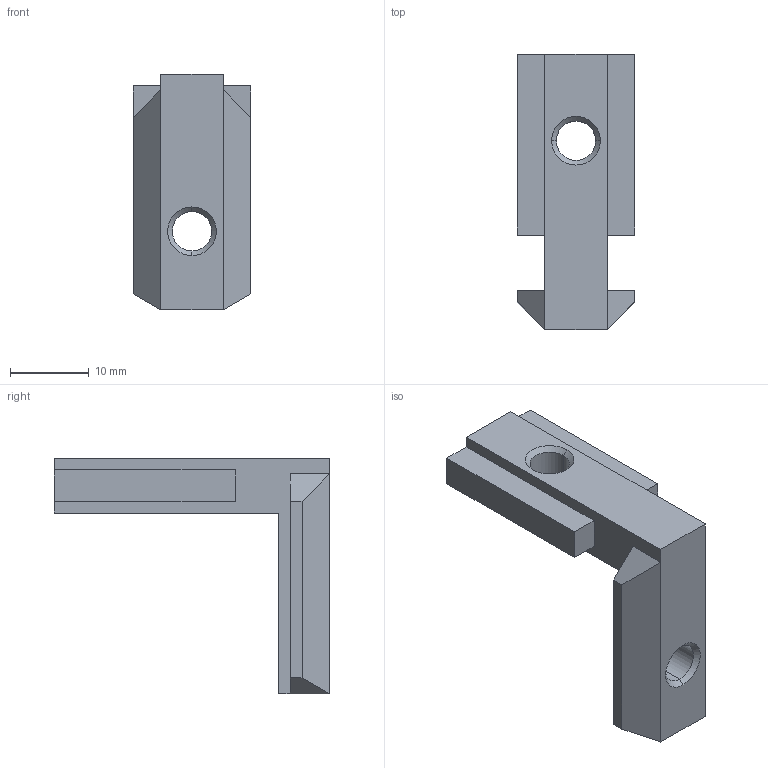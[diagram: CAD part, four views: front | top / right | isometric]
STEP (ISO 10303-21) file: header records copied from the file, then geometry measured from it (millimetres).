
FILE_DESCRIPTION (( 'STEP AP203' ), '1' );
FILE_NAME ('ALF-IC3030-S.step', '2024-08-13T15:18:50', ( '' ), ( '' ), 'SwSTEP 2.0', 'SolidWorks 2022', '' );
FILE_SCHEMA (( 'CONFIG_CONTROL_DESIGN' ));
Length unit declared in the file: millimetre
Products named in the file (1): ALF-IC3030-S
Bounding box: 15 x 35 x 30 mm (x, y, z)
Volume: 4108.2 mm3; surface area: 2592.7 mm2
Topology: 1 solids, 1 shells, 38 faces, 94 edges, 58 vertices
Faces by surface type: plane 26, cone 8, cylinder 4
Entity records: 1187 total; most frequent: CARTESIAN_POINT 191, ORIENTED_EDGE 188, DIRECTION 188, EDGE_CURVE 94, VECTOR 78, LINE 78, VERTEX_POINT 58, AXIS2_PLACEMENT_3D 55
